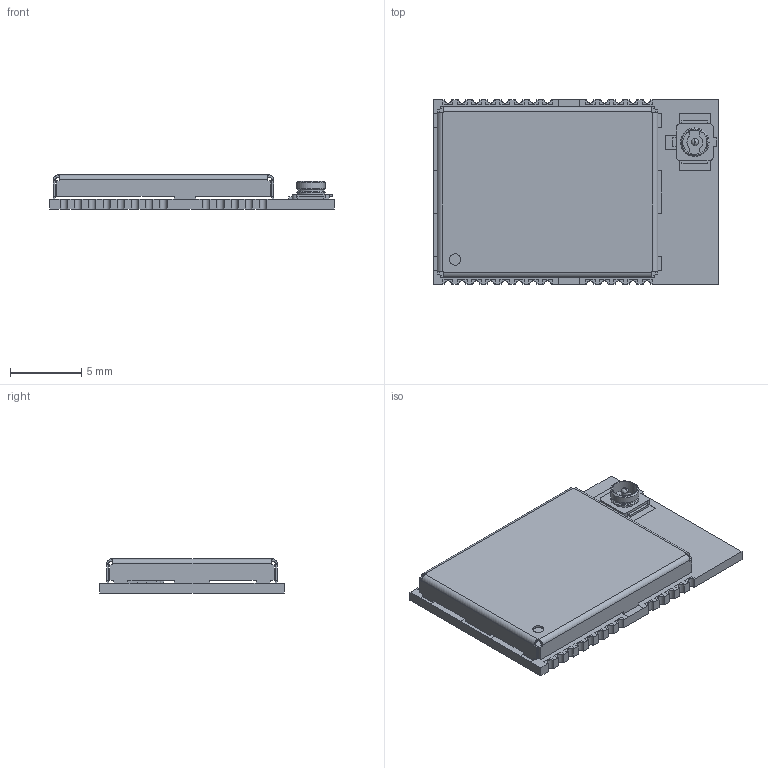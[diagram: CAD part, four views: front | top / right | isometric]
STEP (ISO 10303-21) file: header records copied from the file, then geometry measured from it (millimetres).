
FILE_DESCRIPTION (( 'STEP AP214' ), '1' );
FILE_NAME ('TT-SC1b.STEP', '2020-09-09T12:17:56', ( '' ), ( '' ), 'SwSTEP 2.0', 'SolidWorks 2019', '' );
FILE_SCHEMA (( 'AUTOMOTIVE_DESIGN' ));
Length unit declared in the file: millimetre
Products named in the file (4): SC_shield_3D; TT-SC1b; U.FL-R-SMT-1; PCB_SC1b
Assembly tree (3 placements, depth 2):
  TT-SC1b
    PCB_SC1b
    SC_shield_3D
    U.FL-R-SMT-1
Bounding box: 20 x 13 x 2.4 mm (x, y, z)
Volume: 221.6 mm3; surface area: 1113.5 mm2
Topology: 3 solids, 3 shells, 468 faces, 1317 edges, 864 vertices
Faces by surface type: plane 407, cylinder 53, cone 6, torus 2
Entity records: 16717 total; most frequent: CARTESIAN_POINT 2655, ORIENTED_EDGE 2634, DIRECTION 2383, EDGE_CURVE 1317, LINE 1199, VECTOR 1199, VERTEX_POINT 864, AXIS2_PLACEMENT_3D 592
